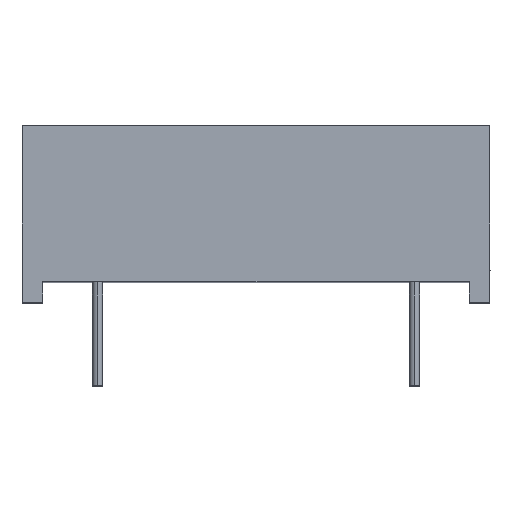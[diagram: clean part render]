
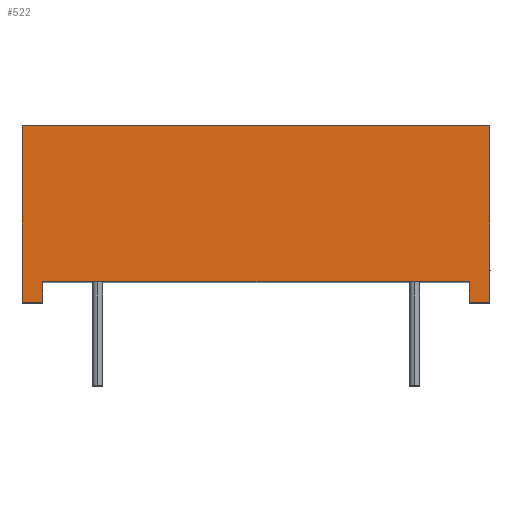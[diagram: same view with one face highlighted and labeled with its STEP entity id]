
A CAD part, top view. The second image highlights one B-rep face of the part: STEP entity #522.
In plain terms, the highlighted planar face has unit normal (0, 0, 1).
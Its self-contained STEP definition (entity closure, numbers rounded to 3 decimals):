
#404 = ORIENTED_EDGE ( 'NONE', *, *, #13981, .T. ) ;
#405 = ORIENTED_EDGE ( 'NONE', *, *, #13956, .T. ) ;
#441 = EDGE_CURVE ( 'NONE', #14040, #22399, #14300, .T. ) ;
#522 = ADVANCED_FACE ( 'NONE', ( #14329 ), #14314, .T. ) ;
#607 = VERTEX_POINT ( 'NONE', #14470 ) ;
#718 = EDGE_CURVE ( 'NONE', #607, #13827, #14756, .T. ) ;
#5701 = DIRECTION ( 'NONE',  ( 0., -1., 0. ) ) ;
#5702 = VECTOR ( 'NONE', #5701, 1000. ) ;
#5703 = CARTESIAN_POINT ( 'NONE',  ( 10.25, -23.1, 16.45 ) ) ;
#5704 = LINE ( 'NONE', #5703, #5702 ) ;
#6894 = CARTESIAN_POINT ( 'NONE',  ( 11.25, -8.5, 16.45 ) ) ;
#6905 = CARTESIAN_POINT ( 'NONE',  ( 11.25, 0., 16.45 ) ) ;
#6934 = DIRECTION ( 'NONE',  ( 0., 1., 0. ) ) ;
#6935 = VECTOR ( 'NONE', #6934, 1000. ) ;
#6936 = CARTESIAN_POINT ( 'NONE',  ( 11.25, -8.5, 16.45 ) ) ;
#6937 = LINE ( 'NONE', #6936, #6935 ) ;
#7211 = DIRECTION ( 'NONE',  ( 0., 1., 0. ) ) ;
#7212 = VECTOR ( 'NONE', #7211, 1000. ) ;
#7213 = CARTESIAN_POINT ( 'NONE',  ( -10.25, -23.1, 16.45 ) ) ;
#7215 = LINE ( 'NONE', #7213, #7212 ) ;
#7222 = CARTESIAN_POINT ( 'NONE',  ( -10.25, -8.5, 16.45 ) ) ;
#7290 = DIRECTION ( 'NONE',  ( 1., 0., 0. ) ) ;
#7291 = VECTOR ( 'NONE', #7290, 1000. ) ;
#7292 = CARTESIAN_POINT ( 'NONE',  ( -11.25, -8.5, 16.45 ) ) ;
#7293 = LINE ( 'NONE', #7292, #7291 ) ;
#7304 = CARTESIAN_POINT ( 'NONE',  ( -11.25, -8.5, 16.45 ) ) ;
#7556 = CARTESIAN_POINT ( 'NONE',  ( -10.25, -7.5, 16.45 ) ) ;
#10472 = CARTESIAN_POINT ( 'NONE',  ( 10.25, -7.5, 16.45 ) ) ;
#11454 = VERTEX_POINT ( 'NONE', #18982 ) ;
#11456 = EDGE_LOOP ( 'NONE', ( #404, #405, #22683, #22688, #22697, #22708, #22713, #22728 ) ) ;
#11469 = EDGE_CURVE ( 'NONE', #11454, #13832, #19007, .T. ) ;
#11872 = EDGE_CURVE ( 'NONE', #13972, #607, #20169, .T. ) ;
#13439 = EDGE_CURVE ( 'NONE', #22399, #11454, #5704, .T. ) ;
#13827 = VERTEX_POINT ( 'NONE', #6905 ) ;
#13832 = VERTEX_POINT ( 'NONE', #6894 ) ;
#13847 = EDGE_CURVE ( 'NONE', #13832, #13827, #6937, .T. ) ;
#13956 = EDGE_CURVE ( 'NONE', #13966, #14040, #7215, .T. ) ;
#13966 = VERTEX_POINT ( 'NONE', #7222 ) ;
#13972 = VERTEX_POINT ( 'NONE', #7304 ) ;
#13981 = EDGE_CURVE ( 'NONE', #13972, #13966, #7293, .T. ) ;
#14040 = VERTEX_POINT ( 'NONE', #7556 ) ;
#14297 = DIRECTION ( 'NONE',  ( 1., 0., 0. ) ) ;
#14298 = VECTOR ( 'NONE', #14297, 1000. ) ;
#14299 = CARTESIAN_POINT ( 'NONE',  ( 0., -7.5, 16.45 ) ) ;
#14300 = LINE ( 'NONE', #14299, #14298 ) ;
#14312 = CARTESIAN_POINT ( 'NONE',  ( -11.25, -8.5, 16.45 ) ) ;
#14313 = AXIS2_PLACEMENT_3D ( 'NONE', #14312, #14367, #14366 ) ;
#14314 = PLANE ( 'NONE',  #14313 ) ;
#14329 = FACE_OUTER_BOUND ( 'NONE', #11456, .T. ) ;
#14366 = DIRECTION ( 'NONE',  ( 1., 0., 0. ) ) ;
#14367 = DIRECTION ( 'NONE',  ( 0., 0., 1. ) ) ;
#14470 = CARTESIAN_POINT ( 'NONE',  ( -11.25, 0., 16.45 ) ) ;
#14753 = DIRECTION ( 'NONE',  ( 1., 0., 0. ) ) ;
#14754 = VECTOR ( 'NONE', #14753, 1000. ) ;
#14755 = CARTESIAN_POINT ( 'NONE',  ( -11.25, 0., 16.45 ) ) ;
#14756 = LINE ( 'NONE', #14755, #14754 ) ;
#18982 = CARTESIAN_POINT ( 'NONE',  ( 10.25, -8.5, 16.45 ) ) ;
#19004 = DIRECTION ( 'NONE',  ( 1., 0., 0. ) ) ;
#19005 = VECTOR ( 'NONE', #19004, 1000. ) ;
#19006 = CARTESIAN_POINT ( 'NONE',  ( -11.25, -8.5, 16.45 ) ) ;
#19007 = LINE ( 'NONE', #19006, #19005 ) ;
#20166 = DIRECTION ( 'NONE',  ( 0., 1., 0. ) ) ;
#20167 = VECTOR ( 'NONE', #20166, 1000. ) ;
#20168 = CARTESIAN_POINT ( 'NONE',  ( -11.25, -8.5, 16.45 ) ) ;
#20169 = LINE ( 'NONE', #20168, #20167 ) ;
#22399 = VERTEX_POINT ( 'NONE', #10472 ) ;
#22683 = ORIENTED_EDGE ( 'NONE', *, *, #441, .T. ) ;
#22688 = ORIENTED_EDGE ( 'NONE', *, *, #13439, .T. ) ;
#22697 = ORIENTED_EDGE ( 'NONE', *, *, #11469, .T. ) ;
#22708 = ORIENTED_EDGE ( 'NONE', *, *, #13847, .T. ) ;
#22713 = ORIENTED_EDGE ( 'NONE', *, *, #718, .F. ) ;
#22728 = ORIENTED_EDGE ( 'NONE', *, *, #11872, .F. ) ;
